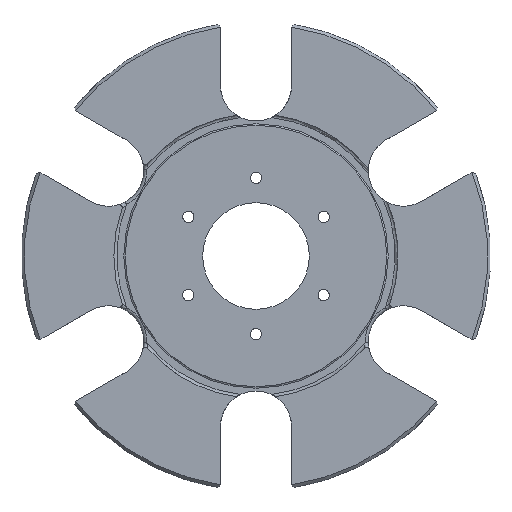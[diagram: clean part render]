
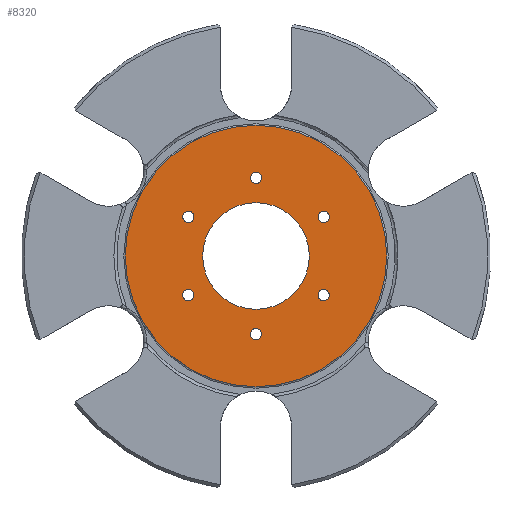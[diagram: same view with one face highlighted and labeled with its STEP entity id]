
A CAD part, front view. The second image highlights one B-rep face of the part: STEP entity #8320.
In plain terms, the highlighted planar face has unit normal (0, -1, 0).
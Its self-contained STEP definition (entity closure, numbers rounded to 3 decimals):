
#3790=CARTESIAN_POINT('',(-3.51,-49.3,56.918));
#3800=VERTEX_POINT('',#3790);
#4020=CARTESIAN_POINT('',(3.51,-49.3,53.082));
#4030=VERTEX_POINT('',#4020);
#4060=CARTESIAN_POINT('',(0.,-49.3,55.));
#4070=DIRECTION('',(0.,1.,0.));
#4080=DIRECTION('',(0.878,0.,-0.479));
#4090=AXIS2_PLACEMENT_3D('',#4060,#4070,#4080);
#4100=CIRCLE('',#4090,4.);
#4110=EDGE_CURVE('',#4030,#3800,#4100,.T.);
#7130=CARTESIAN_POINT('',(0.,-49.3,0.));
#7140=DIRECTION('',(0.,-1.,0.));
#7150=DIRECTION('',(-1.,0.,0.));
#7160=AXIS2_PLACEMENT_3D('',#7130,#7140,#7150);
#7170=PLANE('',#7160);
#7180=CARTESIAN_POINT('',(0.,-49.3,0.));
#7190=DIRECTION('',(0.,-1.,0.));
#7200=DIRECTION('',(0.866,0.,
-0.5));
#7210=AXIS2_PLACEMENT_3D('',#7180,#7190,#7200);
#7220=CIRCLE('',#7210,92.);
#7230=CARTESIAN_POINT('',(-79.674,-49.3,46.));
#7240=VERTEX_POINT('',#7230);
#7250=CARTESIAN_POINT('',(79.674,-49.3,-46.));
#7260=VERTEX_POINT('',#7250);
#7270=EDGE_CURVE('',#7240,#7260,#7220,.T.);
#7280=ORIENTED_EDGE('',*,*,#7270,.T.);
#7290=EDGE_CURVE('',#7260,#7240,#7220,.T.);
#7300=ORIENTED_EDGE('',*,*,#7290,.T.);
#7310=EDGE_LOOP('',(#7300,#7280));
#7320=FACE_OUTER_BOUND('',#7310,.T.);
#7330=CARTESIAN_POINT('',(0.,-49.3,0.));
#7340=DIRECTION('',(0.,1.,0.));
#7350=DIRECTION('',(0.,0.,1.));
#7360=AXIS2_PLACEMENT_3D('',#7330,#7340,#7350);
#7370=CIRCLE('',#7360,37.5);
#7380=CARTESIAN_POINT('',(0.,-49.3,37.5));
#7390=VERTEX_POINT('',#7380);
#7400=CARTESIAN_POINT('',(0.,-49.3,-37.5));
#7410=VERTEX_POINT('',#7400);
#7420=EDGE_CURVE('',#7390,#7410,#7370,.T.);
#7430=ORIENTED_EDGE('',*,*,#7420,.T.);
#7440=CARTESIAN_POINT('',(-37.5,-49.3,0.));
#7450=VERTEX_POINT('',#7440);
#7460=EDGE_CURVE('',#7450,#7390,#7370,.T.);
#7470=ORIENTED_EDGE('',*,*,#7460,.T.);
#7480=EDGE_CURVE('',#7410,#7450,#7370,.T.);
#7490=ORIENTED_EDGE('',*,*,#7480,.T.);
#7500=EDGE_LOOP('',(#7490,#7470,#7430));
#7510=FACE_BOUND('',#7500,.T.);
#7520=CARTESIAN_POINT('',(47.631,-49.3,-27.5));
#7530=DIRECTION('',(0.,1.,0.));
#7540=DIRECTION('',(-0.854,0.,
-0.52));
#7550=AXIS2_PLACEMENT_3D('',#7520,#7530,#7540);
#7560=CIRCLE('',#7550,4.);
#7570=CARTESIAN_POINT('',(44.215,-49.3,-29.581));
#7580=VERTEX_POINT('',#7570);
#7590=CARTESIAN_POINT('',(51.047,-49.3,-25.419));
#7600=VERTEX_POINT('',#7590);
#7610=EDGE_CURVE('',#7580,#7600,#7560,.T.);
#7620=ORIENTED_EDGE('',*,*,#7610,.T.);
#7630=EDGE_CURVE('',#7600,#7580,#7560,.T.);
#7640=ORIENTED_EDGE('',*,*,#7630,.T.);
#7650=EDGE_LOOP('',(#7640,#7620));
#7660=FACE_BOUND('',#7650,.T.);
#7670=CARTESIAN_POINT('',(0.,-49.3,-55.));
#7680=DIRECTION('',(0.,1.,0.));
#7690=DIRECTION('',(-0.878,0.,0.479));
#7700=AXIS2_PLACEMENT_3D('',#7670,#7680,#7690);
#7710=CIRCLE('',#7700,4.);
#7720=CARTESIAN_POINT('',(3.51,-49.3,-56.918));
#7730=VERTEX_POINT('',#7720);
#7740=CARTESIAN_POINT('',(-3.51,-49.3,-53.082));
#7750=VERTEX_POINT('',#7740);
#7760=EDGE_CURVE('',#7730,#7750,#7710,.T.);
#7770=ORIENTED_EDGE('',*,*,#7760,.T.);
#7780=EDGE_CURVE('',#7750,#7730,#7710,.T.);
#7790=ORIENTED_EDGE('',*,*,#7780,.T.);
#7800=EDGE_LOOP('',(#7790,#7770));
#7810=FACE_BOUND('',#7800,.T.);
#7820=CARTESIAN_POINT('',(-47.631,-49.3,-27.5));
#7830=DIRECTION('',(0.,1.,0.));
#7840=DIRECTION('',(-0.024,0.,
1.));
#7850=AXIS2_PLACEMENT_3D('',#7820,#7830,#7840);
#7860=CIRCLE('',#7850,4.);
#7870=CARTESIAN_POINT('',(-47.726,-49.3,-23.501));
#7880=VERTEX_POINT('',#7870);
#7890=CARTESIAN_POINT('',(-47.537,-49.3,-31.499));
#7900=VERTEX_POINT('',#7890);
#7910=EDGE_CURVE('',#7880,#7900,#7860,.T.);
#7920=ORIENTED_EDGE('',*,*,#7910,.T.);
#7930=EDGE_CURVE('',#7900,#7880,#7860,.T.);
#7940=ORIENTED_EDGE('',*,*,#7930,.T.);
#7950=EDGE_LOOP('',(#7940,#7920));
#7960=FACE_BOUND('',#7950,.T.);
#7970=CARTESIAN_POINT('',(-47.631,-49.3,27.5));
#7980=DIRECTION('',(0.,1.,0.));
#7990=DIRECTION('',(0.854,0.,0.52));
#8000=AXIS2_PLACEMENT_3D('',#7970,#7980,#7990);
#8010=CIRCLE('',#8000,4.);
#8020=CARTESIAN_POINT('',(-44.215,-49.3,29.581));
#8030=VERTEX_POINT('',#8020);
#8040=CARTESIAN_POINT('',(-51.047,-49.3,25.419));
#8050=VERTEX_POINT('',#8040);
#8060=EDGE_CURVE('',#8030,#8050,#8010,.T.);
#8070=ORIENTED_EDGE('',*,*,#8060,.T.);
#8080=EDGE_CURVE('',#8050,#8030,#8010,.T.);
#8090=ORIENTED_EDGE('',*,*,#8080,.T.);
#8100=EDGE_LOOP('',(#8090,#8070));
#8110=FACE_BOUND('',#8100,.T.);
#8120=EDGE_CURVE('',#3800,#4030,#4100,.T.);
#8130=ORIENTED_EDGE('',*,*,#8120,.T.);
#8140=ORIENTED_EDGE('',*,*,#4110,.T.);
#8150=EDGE_LOOP('',(#8140,#8130));
#8160=FACE_BOUND('',#8150,.T.);
#8170=CARTESIAN_POINT('',(47.631,-49.3,27.5));
#8180=DIRECTION('',(0.,1.,0.));
#8190=DIRECTION('',(0.024,0.,
-1.));
#8200=AXIS2_PLACEMENT_3D('',#8170,#8180,#8190);
#8210=CIRCLE('',#8200,4.);
#8220=CARTESIAN_POINT('',(47.537,-49.3,31.499));
#8230=VERTEX_POINT('',#8220);
#8240=CARTESIAN_POINT('',(47.726,-49.3,23.501));
#8250=VERTEX_POINT('',#8240);
#8260=EDGE_CURVE('',#8230,#8250,#8210,.T.);
#8270=ORIENTED_EDGE('',*,*,#8260,.T.);
#8280=EDGE_CURVE('',#8250,#8230,#8210,.T.);
#8290=ORIENTED_EDGE('',*,*,#8280,.T.);
#8300=EDGE_LOOP('',(#8290,#8270));
#8310=FACE_BOUND('',#8300,.T.);
#8320=ADVANCED_FACE('',(#7320,#7510,#7660,#7810,#7960,#8110,#8160,#8310)
,#7170,.T.);
